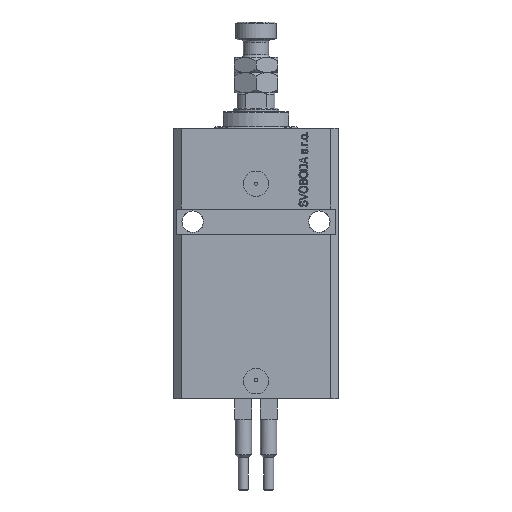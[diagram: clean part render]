
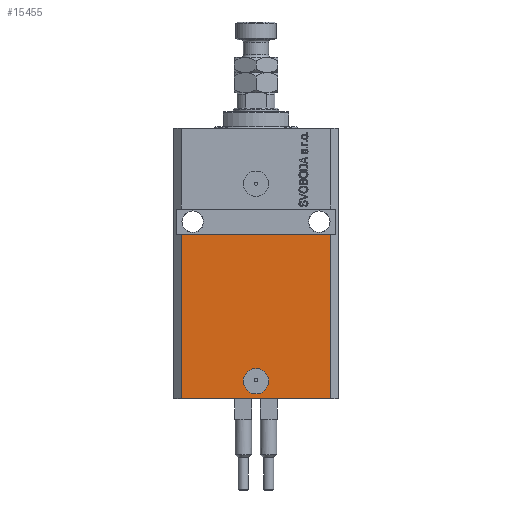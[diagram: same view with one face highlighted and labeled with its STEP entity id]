
A CAD part, front view. The second image highlights one B-rep face of the part: STEP entity #15455.
In plain terms, the highlighted planar face has unit normal (0, -1, 0).
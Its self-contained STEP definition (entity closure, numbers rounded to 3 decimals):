
#842 = DIRECTION ( 'NONE',  ( 0., 0., 1. ) ) ;
#1145 = ORIENTED_EDGE ( 'NONE', *, *, #42562, .T. ) ;
#1385 = CARTESIAN_POINT ( 'NONE',  ( -29.5, -22.5, -107. ) ) ;
#1414 = EDGE_CURVE ( 'NONE', #18448, #11129, #5805, .T. ) ;
#1533 = CARTESIAN_POINT ( 'NONE',  ( -29.5, -22.5, -107. ) ) ;
#1767 = CARTESIAN_POINT ( 'NONE',  ( -29.5, -22.5, -107. ) ) ;
#2566 = EDGE_CURVE ( 'NONE', #11129, #18448, #5054, .T. ) ;
#2970 = LINE ( 'NONE', #1767, #22563 ) ;
#3314 = DIRECTION ( 'NONE',  ( 1., 0., 0. ) ) ;
#3770 = DIRECTION ( 'NONE',  ( 0., -1., 0. ) ) ;
#5021 = VERTEX_POINT ( 'NONE', #48333 ) ;
#5054 = CIRCLE ( 'NONE', #23662, 5. ) ;
#5805 = CIRCLE ( 'NONE', #13120, 5. ) ;
#7868 = CARTESIAN_POINT ( 'NONE',  ( 0., -22.5, -100. ) ) ;
#8055 = DIRECTION ( 'NONE',  ( 1., 0., 0. ) ) ;
#8664 = LINE ( 'NONE', #1533, #23060 ) ;
#10428 = EDGE_CURVE ( 'NONE', #5021, #11989, #40887, .T. ) ;
#11129 = VERTEX_POINT ( 'NONE', #28556 ) ;
#11833 = CARTESIAN_POINT ( 'NONE',  ( 29.5, -22.5, -107. ) ) ;
#11989 = VERTEX_POINT ( 'NONE', #23326 ) ;
#13120 = AXIS2_PLACEMENT_3D ( 'NONE', #7868, #23334, #3314 ) ;
#15455 = ADVANCED_FACE ( 'NONE', ( #16141, #19950 ), #15906, .T. ) ;
#15496 = VERTEX_POINT ( 'NONE', #11833 ) ;
#15648 = DIRECTION ( 'NONE',  ( 1., 0., 0. ) ) ;
#15906 = PLANE ( 'NONE',  #20510 ) ;
#16141 = FACE_BOUND ( 'NONE', #39019, .T. ) ;
#17245 = DIRECTION ( 'NONE',  ( 1., 0., 0. ) ) ;
#18448 = VERTEX_POINT ( 'NONE', #46958 ) ;
#18910 = VECTOR ( 'NONE', #842, 1000. ) ;
#19503 = EDGE_LOOP ( 'NONE', ( #26988, #42602, #44129, #1145 ) ) ;
#19950 = FACE_OUTER_BOUND ( 'NONE', #19503, .T. ) ;
#20510 = AXIS2_PLACEMENT_3D ( 'NONE', #23740, #39204, #15648 ) ;
#22563 = VECTOR ( 'NONE', #17245, 1000. ) ;
#23060 = VECTOR ( 'NONE', #43643, 1000. ) ;
#23326 = CARTESIAN_POINT ( 'NONE',  ( 29.5, -22.5, -42. ) ) ;
#23334 = DIRECTION ( 'NONE',  ( 0., -1., 0. ) ) ;
#23662 = AXIS2_PLACEMENT_3D ( 'NONE', #38493, #3770, #8055 ) ;
#23740 = CARTESIAN_POINT ( 'NONE',  ( -29.5, -22.5, -107. ) ) ;
#23927 = CARTESIAN_POINT ( 'NONE',  ( 29.5, -22.5, -107. ) ) ;
#26988 = ORIENTED_EDGE ( 'NONE', *, *, #10428, .F. ) ;
#27242 = LINE ( 'NONE', #23927, #18910 ) ;
#28556 = CARTESIAN_POINT ( 'NONE',  ( -5., -22.5, -100. ) ) ;
#28692 = ORIENTED_EDGE ( 'NONE', *, *, #2566, .F. ) ;
#30758 = EDGE_CURVE ( 'NONE', #33326, #15496, #2970, .T. ) ;
#32523 = CARTESIAN_POINT ( 'NONE',  ( -32.5, -22.5, -42. ) ) ;
#33326 = VERTEX_POINT ( 'NONE', #1385 ) ;
#38493 = CARTESIAN_POINT ( 'NONE',  ( 0., -22.5, -100. ) ) ;
#39019 = EDGE_LOOP ( 'NONE', ( #46568, #28692 ) ) ;
#39204 = DIRECTION ( 'NONE',  ( 0., -1., 0. ) ) ;
#40887 = LINE ( 'NONE', #32523, #49554 ) ;
#42562 = EDGE_CURVE ( 'NONE', #15496, #11989, #27242, .T. ) ;
#42602 = ORIENTED_EDGE ( 'NONE', *, *, #45625, .F. ) ;
#43643 = DIRECTION ( 'NONE',  ( 0., 0., 1. ) ) ;
#44129 = ORIENTED_EDGE ( 'NONE', *, *, #30758, .T. ) ;
#44198 = DIRECTION ( 'NONE',  ( 1., 0., 0. ) ) ;
#45625 = EDGE_CURVE ( 'NONE', #33326, #5021, #8664, .T. ) ;
#46568 = ORIENTED_EDGE ( 'NONE', *, *, #1414, .F. ) ;
#46958 = CARTESIAN_POINT ( 'NONE',  ( 5., -22.5, -100. ) ) ;
#48333 = CARTESIAN_POINT ( 'NONE',  ( -29.5, -22.5, -42. ) ) ;
#49554 = VECTOR ( 'NONE', #44198, 1000. ) ;
